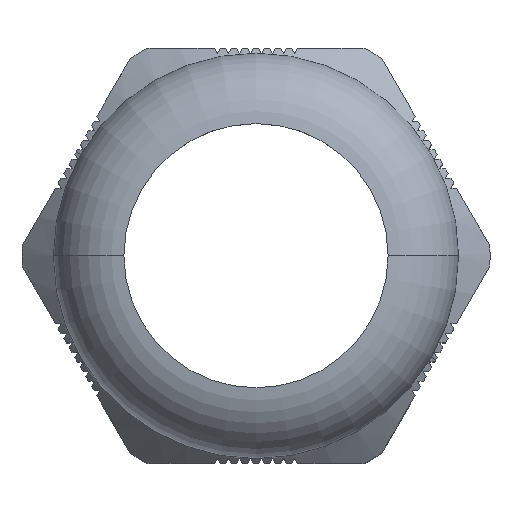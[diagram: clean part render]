
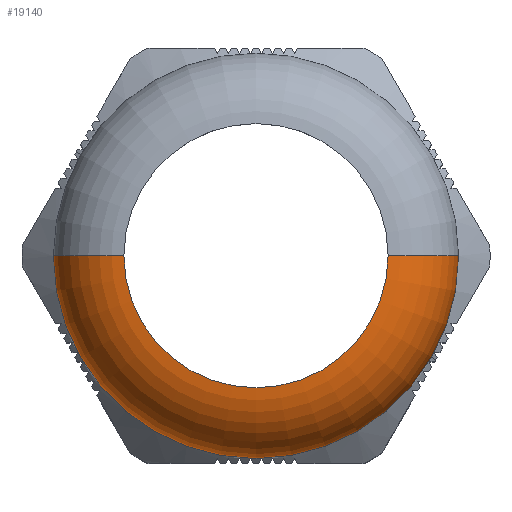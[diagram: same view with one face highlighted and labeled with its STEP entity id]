
A CAD part, top view. The second image highlights one B-rep face of the part: STEP entity #19140.
In plain terms, the highlighted toroidal (fillet/blend) face has major radius 10.1 mm and minor radius 6 mm.
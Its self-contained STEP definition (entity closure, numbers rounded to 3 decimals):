
#17850=CARTESIAN_POINT('',(16.1,0.,16.));
#17860=VERTEX_POINT('',#17850);
#18060=CARTESIAN_POINT('',(-16.1,0.,16.));
#18070=VERTEX_POINT('',#18060);
#18100=CARTESIAN_POINT('',(0.,0.,16.));
#18110=DIRECTION('',(0.,0.,1.));
#18120=DIRECTION('',(1.,0.,0.));
#18130=AXIS2_PLACEMENT_3D('',#18100,#18110,#18120);
#18140=CIRCLE('',#18130,16.1);
#18150=EDGE_CURVE('',#18070,#17860,#18140,.T.);
#18810=CARTESIAN_POINT('',(0.,0.,16.));
#18820=DIRECTION('',(0.,0.,1.));
#18830=DIRECTION('',(1.,0.,0.));
#18840=AXIS2_PLACEMENT_3D('',#18810,#18820,#18830);
#18850=TOROIDAL_SURFACE('',#18840,10.1,6.);
#18860=CARTESIAN_POINT('',(10.1,0.,16.));
#18870=DIRECTION('',(0.,1.,0.));
#18880=DIRECTION('',(1.,0.,0.));
#18890=AXIS2_PLACEMENT_3D('',#18860,#18870,#18880);
#18900=CIRCLE('',#18890,6.);
#18910=CARTESIAN_POINT('',(10.5,0.,21.987));
#18920=VERTEX_POINT('',#18910);
#18930=EDGE_CURVE('',#18920,#17860,#18900,.T.);
#18940=ORIENTED_EDGE('',*,*,#18930,.F.);
#18950=ORIENTED_EDGE('',*,*,#18150,.T.);
#18960=CARTESIAN_POINT('',(-10.1,0.,16.));
#18970=DIRECTION('',(0.,-1.,0.));
#18980=DIRECTION('',(-1.,0.,0.));
#18990=AXIS2_PLACEMENT_3D('',#18960,#18970,#18980);
#19000=CIRCLE('',#18990,6.);
#19010=CARTESIAN_POINT('',(-10.5,0.,21.987));
#19020=VERTEX_POINT('',#19010);
#19030=EDGE_CURVE('',#19020,#18070,#19000,.T.);
#19040=ORIENTED_EDGE('',*,*,#19030,.T.);
#19050=CARTESIAN_POINT('',(0.,0.,21.987));
#19060=DIRECTION('',(0.,0.,1.));
#19070=DIRECTION('',(1.,0.,0.));
#19080=AXIS2_PLACEMENT_3D('',#19050,#19060,#19070);
#19090=CIRCLE('',#19080,10.5);
#19100=EDGE_CURVE('',#19020,#18920,#19090,.T.);
#19110=ORIENTED_EDGE('',*,*,#19100,.F.);
#19120=EDGE_LOOP('',(#19110,#19040,#18950,#18940));
#19130=FACE_OUTER_BOUND('',#19120,.T.);
#19140=ADVANCED_FACE('',(#19130),#18850,.T.);
